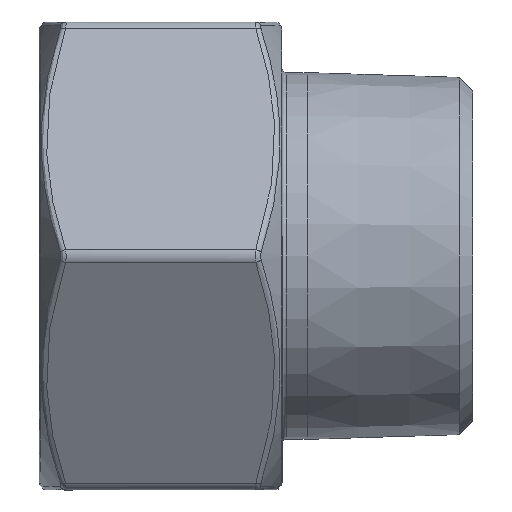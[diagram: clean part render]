
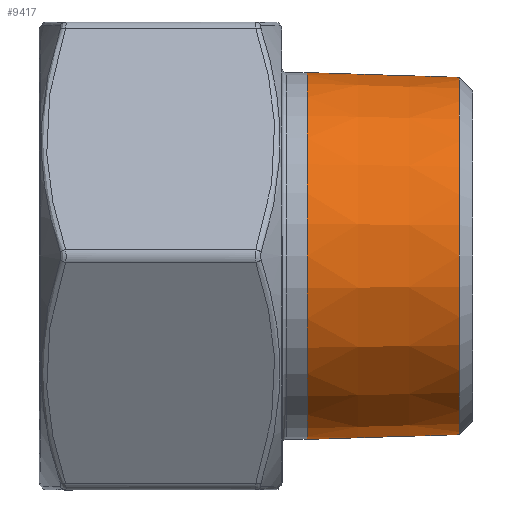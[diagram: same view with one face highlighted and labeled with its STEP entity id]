
A CAD part, front view. The second image highlights one B-rep face of the part: STEP entity #9417.
In plain terms, the highlighted conical face has half-angle 1.79 degrees and reference radius 20.958 mm.
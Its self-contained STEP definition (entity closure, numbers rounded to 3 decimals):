
#706 = EDGE_CURVE ( 'NONE', #1156, #1156, #7693, .T. ) ;
#1156 = VERTEX_POINT ( 'NONE', #4824 ) ;
#1555 = ORIENTED_EDGE ( 'NONE', *, *, #4970, .T. ) ;
#2646 = DIRECTION ( 'NONE',  ( 0., 0., 1. ) ) ;
#3550 = DIRECTION ( 'NONE',  ( -1., 0., 0. ) ) ;
#3653 = EDGE_LOOP ( 'NONE', ( #8978 ) ) ;
#3741 = FACE_BOUND ( 'NONE', #8976, .T. ) ;
#4530 = FACE_OUTER_BOUND ( 'NONE', #3653, .T. ) ;
#4685 = CARTESIAN_POINT ( 'NONE',  ( 30.9, 0., 0. ) ) ;
#4824 = CARTESIAN_POINT ( 'NONE',  ( 30.9, 0., 21.158 ) ) ;
#4970 = EDGE_CURVE ( 'NONE', #10605, #10605, #11539, .T. ) ;
#6517 = DIRECTION ( 'NONE',  ( -1., 0., 0. ) ) ;
#6974 = AXIS2_PLACEMENT_3D ( 'NONE', #10031, #3550, #2646 ) ;
#7693 = CIRCLE ( 'NONE', #9971, 21.158 ) ;
#8174 = DIRECTION ( 'NONE',  ( 0., 0., 1. ) ) ;
#8976 = EDGE_LOOP ( 'NONE', ( #1555 ) ) ;
#8978 = ORIENTED_EDGE ( 'NONE', *, *, #706, .F. ) ;
#8994 = DIRECTION ( 'NONE',  ( -1., 0., 0. ) ) ;
#9369 = CONICAL_SURFACE ( 'NONE', #10134, 20.958, 0.031 ) ;
#9417 = ADVANCED_FACE ( 'NONE', ( #3741, #4530 ), #9369, .T. ) ;
#9971 = AXIS2_PLACEMENT_3D ( 'NONE', #4685, #8994, #11729 ) ;
#10031 = CARTESIAN_POINT ( 'NONE',  ( 48.473, 0., 0. ) ) ;
#10134 = AXIS2_PLACEMENT_3D ( 'NONE', #10157, #6517, #8174 ) ;
#10157 = CARTESIAN_POINT ( 'NONE',  ( 37.3, 0., 0. ) ) ;
#10605 = VERTEX_POINT ( 'NONE', #11491 ) ;
#11491 = CARTESIAN_POINT ( 'NONE',  ( 48.473, 0., 20.609 ) ) ;
#11539 = CIRCLE ( 'NONE', #6974, 20.609 ) ;
#11729 = DIRECTION ( 'NONE',  ( 0., 0., 1. ) ) ;
